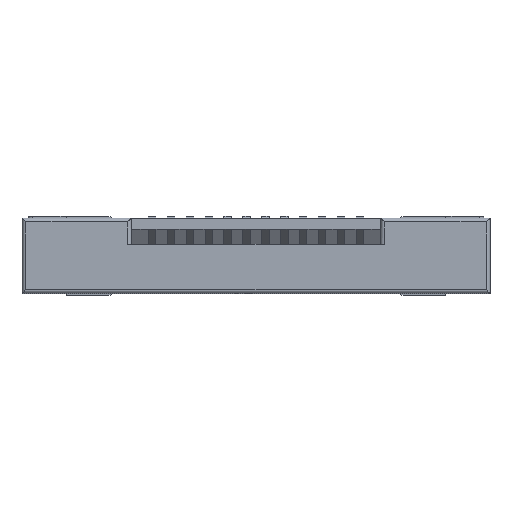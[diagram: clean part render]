
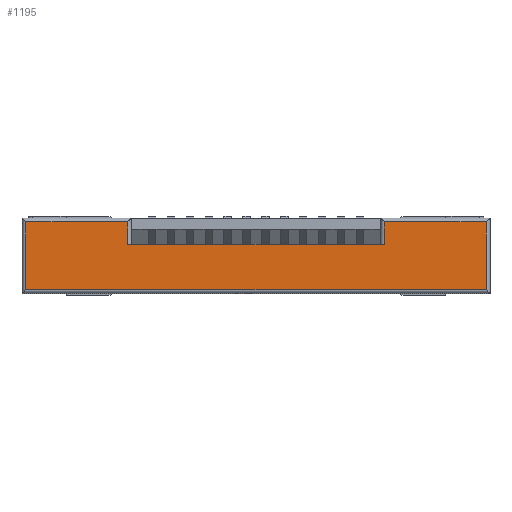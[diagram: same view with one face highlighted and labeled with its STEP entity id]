
A CAD part, top view. The second image highlights one B-rep face of the part: STEP entity #1195.
In plain terms, the highlighted planar face has unit normal (0, 0, 1).
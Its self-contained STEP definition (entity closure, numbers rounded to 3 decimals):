
#1195 = ADVANCED_FACE( '', ( #2417 ), #2418, .F. );
#2417 = FACE_OUTER_BOUND( '', #3732, .T. );
#2418 = PLANE( '', #3733 );
#3732 = EDGE_LOOP( '', ( #6984, #6985, #6986, #6987, #6988, #6989, #6990, #6991 ) );
#3733 = AXIS2_PLACEMENT_3D( '', #6992, #6993, #6994 );
#6984 = ORIENTED_EDGE( '', *, *, #9120, .T. );
#6985 = ORIENTED_EDGE( '', *, *, #8663, .F. );
#6986 = ORIENTED_EDGE( '', *, *, #9061, .T. );
#6987 = ORIENTED_EDGE( '', *, *, #9990, .T. );
#6988 = ORIENTED_EDGE( '', *, *, #9995, .T. );
#6989 = ORIENTED_EDGE( '', *, *, #9254, .T. );
#6990 = ORIENTED_EDGE( '', *, *, #9460, .T. );
#6991 = ORIENTED_EDGE( '', *, *, #8779, .T. );
#6992 = CARTESIAN_POINT( '', ( 0., 0., 0.65 ) );
#6993 = DIRECTION( '', ( 0., 0., -1. ) );
#6994 = DIRECTION( '', ( -1., 0., 0. ) );
#8663 = EDGE_CURVE( '', #10457, #10458, #10459, .T. );
#8779 = EDGE_CURVE( '', #10671, #10669, #10672, .F. );
#9061 = EDGE_CURVE( '', #10457, #11161, #11163, .F. );
#9120 = EDGE_CURVE( '', #10669, #10458, #11263, .F. );
#9254 = EDGE_CURVE( '', #11483, #11481, #11484, .F. );
#9460 = EDGE_CURVE( '', #11481, #10671, #11815, .F. );
#9990 = EDGE_CURVE( '', #11161, #12566, #12568, .F. );
#9995 = EDGE_CURVE( '', #12566, #11483, #12573, .F. );
#10457 = VERTEX_POINT( '', #13123 );
#10458 = VERTEX_POINT( '', #13124 );
#10459 = LINE( '', #13125, #13126 );
#10669 = VERTEX_POINT( '', #13430 );
#10671 = VERTEX_POINT( '', #13432 );
#10672 = LINE( '', #13433, #13434 );
#11161 = VERTEX_POINT( '', #14137 );
#11163 = LINE( '', #14139, #14140 );
#11263 = LINE( '', #14288, #14289 );
#11481 = VERTEX_POINT( '', #14610 );
#11483 = VERTEX_POINT( '', #14612 );
#11484 = LINE( '', #14613, #14614 );
#11815 = LINE( '', #15111, #15112 );
#12566 = VERTEX_POINT( '', #16255 );
#12568 = LINE( '', #16257, #16258 );
#12573 = LINE( '', #16264, #16265 );
#13123 = CARTESIAN_POINT( '', ( -3.4, 0.3, 0.65 ) );
#13124 = CARTESIAN_POINT( '', ( 3.4, 0.3, 0.65 ) );
#13125 = CARTESIAN_POINT( '', ( -3.3, 0.3, 0.65 ) );
#13126 = VECTOR( '', #16994, 1000. );
#13430 = CARTESIAN_POINT( '', ( 3.4, 0.9, 0.65 ) );
#13432 = CARTESIAN_POINT( '', ( 6.1, 0.9, 0.65 ) );
#13433 = CARTESIAN_POINT( '', ( 3.3, 0.9, 0.65 ) );
#13434 = VECTOR( '', #17113, 1000. );
#14137 = CARTESIAN_POINT( '', ( -3.4, 0.9, 0.65 ) );
#14139 = CARTESIAN_POINT( '', ( -3.4, 1., 0.65 ) );
#14140 = VECTOR( '', #17391, 1000. );
#14288 = CARTESIAN_POINT( '', ( 3.4, 0.3, 0.65 ) );
#14289 = VECTOR( '', #17446, 1000. );
#14610 = CARTESIAN_POINT( '', ( 6.1, -0.9, 0.65 ) );
#14612 = CARTESIAN_POINT( '', ( -6.1, -0.9, 0.65 ) );
#14613 = CARTESIAN_POINT( '', ( 6.2, -0.9, 0.65 ) );
#14614 = VECTOR( '', #17565, 1000. );
#15111 = CARTESIAN_POINT( '', ( 6.1, 1., 0.65 ) );
#15112 = VECTOR( '', #17750, 1000. );
#16255 = CARTESIAN_POINT( '', ( -6.1, 0.9, 0.65 ) );
#16257 = CARTESIAN_POINT( '', ( -6.2, 0.9, 0.65 ) );
#16258 = VECTOR( '', #18200, 1000. );
#16264 = CARTESIAN_POINT( '', ( -6.1, -1., 0.65 ) );
#16265 = VECTOR( '', #18202, 1000. );
#16994 = DIRECTION( '', ( 1., 0., 0. ) );
#17113 = DIRECTION( '', ( 1., 0., 0. ) );
#17391 = DIRECTION( '', ( 0., -1., 0. ) );
#17446 = DIRECTION( '', ( 0., 1., 0. ) );
#17565 = DIRECTION( '', ( -1., 0., 0. ) );
#17750 = DIRECTION( '', ( 0., -1., 0. ) );
#18200 = DIRECTION( '', ( 1., 0., 0. ) );
#18202 = DIRECTION( '', ( 0., 1., 0. ) );
